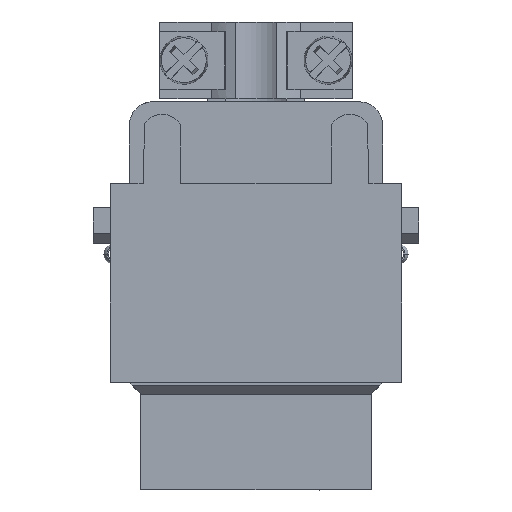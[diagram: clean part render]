
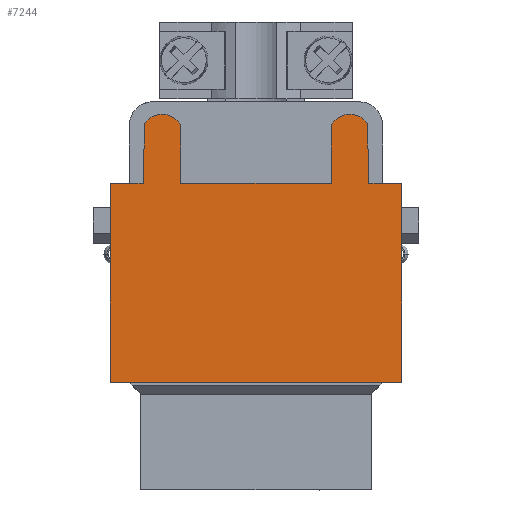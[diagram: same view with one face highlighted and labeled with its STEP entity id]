
A CAD part, left-side view. The second image highlights one B-rep face of the part: STEP entity #7244.
In plain terms, the highlighted planar face has unit normal (-1, 0, 0).
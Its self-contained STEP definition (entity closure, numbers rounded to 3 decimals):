
#7214=AXIS2_PLACEMENT_3D('Plane Axis2P3D',#7211,#7212,#7213) ;
#743=CARTESIAN_POINT('Vertex',(0.,5.338,38.11)) ;
#746=CARTESIAN_POINT('Line Origine',(0.,5.256,35.005)) ;
#750=CARTESIAN_POINT('Vertex',(0.,5.175,31.9)) ;
#776=CARTESIAN_POINT('Vertex',(0.,28.675,31.9)) ;
#779=CARTESIAN_POINT('Line Origine',(0.,28.594,35.005)) ;
#783=CARTESIAN_POINT('Vertex',(0.,28.512,38.11)) ;
#810=CARTESIAN_POINT('Line Origine',(0.,16.925,31.9)) ;
#814=CARTESIAN_POINT('Vertex',(0.,24.775,31.9)) ;
#816=CARTESIAN_POINT('Vertex',(0.,9.075,31.9)) ;
#6689=CARTESIAN_POINT('Vertex',(0.,24.775,38.009)) ;
#6692=CARTESIAN_POINT('Line Origine',(0.,24.775,34.955)) ;
#6710=CARTESIAN_POINT('Control Point',(0.,26.675,39.1)) ;
#6711=CARTESIAN_POINT('Control Point',(0.,27.219,39.1)) ;
#6712=CARTESIAN_POINT('Control Point',(0.,27.764,38.92)) ;
#6713=CARTESIAN_POINT('Control Point',(0.,28.213,38.564)) ;
#6714=CARTESIAN_POINT('Control Point',(0.,28.512,38.11)) ;
#6715=CARTESIAN_POINT('Vertex',(0.,26.675,39.1)) ;
#6719=CARTESIAN_POINT('Control Point',(0.,24.775,38.009)) ;
#6720=CARTESIAN_POINT('Control Point',(0.,25.064,38.504)) ;
#6721=CARTESIAN_POINT('Control Point',(0.,25.527,38.9)) ;
#6722=CARTESIAN_POINT('Control Point',(0.,26.102,39.1)) ;
#6723=CARTESIAN_POINT('Control Point',(0.,26.675,39.1)) ;
#6743=CARTESIAN_POINT('Vertex',(0.,9.075,38.009)) ;
#6747=CARTESIAN_POINT('Control Point',(0.,7.175,39.1)) ;
#6748=CARTESIAN_POINT('Control Point',(0.,7.748,39.1)) ;
#6749=CARTESIAN_POINT('Control Point',(0.,8.323,38.9)) ;
#6750=CARTESIAN_POINT('Control Point',(0.,8.786,38.504)) ;
#6751=CARTESIAN_POINT('Control Point',(0.,9.075,38.009)) ;
#6752=CARTESIAN_POINT('Vertex',(0.,7.175,39.1)) ;
#6756=CARTESIAN_POINT('Control Point',(0.,5.338,38.11)) ;
#6757=CARTESIAN_POINT('Control Point',(0.,5.637,38.564)) ;
#6758=CARTESIAN_POINT('Control Point',(0.,6.086,38.92)) ;
#6759=CARTESIAN_POINT('Control Point',(0.,6.631,39.1)) ;
#6760=CARTESIAN_POINT('Control Point',(0.,7.175,39.1)) ;
#6776=CARTESIAN_POINT('Line Origine',(0.,9.075,34.955)) ;
#6991=CARTESIAN_POINT('Vertex',(0.,32.075,31.9)) ;
#6998=CARTESIAN_POINT('Vertex',(0.,32.075,11.2)) ;
#7001=CARTESIAN_POINT('Line Origine',(0.,32.075,21.55)) ;
#7179=CARTESIAN_POINT('Line Origine',(0.,30.375,31.9)) ;
#7184=CARTESIAN_POINT('Line Origine',(0.,3.475,31.9)) ;
#7188=CARTESIAN_POINT('Vertex',(0.,1.775,31.9)) ;
#7211=CARTESIAN_POINT('Axis2P3D Location',(0.,31.925,12.9)) ;
#7216=CARTESIAN_POINT('Line Origine',(0.,16.925,11.2)) ;
#7220=CARTESIAN_POINT('Vertex',(0.,1.775,11.2)) ;
#7223=CARTESIAN_POINT('Line Origine',(0.,1.775,21.55)) ;
#747=DIRECTION('Vector Direction',(0.,-0.026,-1.)) ;
#780=DIRECTION('Vector Direction',(0.,-0.026,1.)) ;
#811=DIRECTION('Vector Direction',(0.,-1.,0.)) ;
#6693=DIRECTION('Vector Direction',(0.,0.,1.)) ;
#6777=DIRECTION('Vector Direction',(0.,0.,-1.)) ;
#7002=DIRECTION('Vector Direction',(0.,0.,-1.)) ;
#7180=DIRECTION('Vector Direction',(0.,1.,0.)) ;
#7185=DIRECTION('Vector Direction',(0.,1.,0.)) ;
#7212=DIRECTION('Axis2P3D Direction',(1.,0.,0.)) ;
#7213=DIRECTION('Axis2P3D XDirection',(0.,1.,0.)) ;
#7217=DIRECTION('Vector Direction',(0.,1.,0.)) ;
#7224=DIRECTION('Vector Direction',(0.,0.,-1.)) ;
#748=VECTOR('Line Direction',#747,1.) ;
#781=VECTOR('Line Direction',#780,1.) ;
#812=VECTOR('Line Direction',#811,1.) ;
#6694=VECTOR('Line Direction',#6693,1.) ;
#6778=VECTOR('Line Direction',#6777,1.) ;
#7003=VECTOR('Line Direction',#7002,1.) ;
#7181=VECTOR('Line Direction',#7180,1.) ;
#7186=VECTOR('Line Direction',#7185,1.) ;
#7218=VECTOR('Line Direction',#7217,1.) ;
#7225=VECTOR('Line Direction',#7224,1.) ;
#7229=ORIENTED_EDGE('',*,*,#818,.F.) ;
#7230=ORIENTED_EDGE('',*,*,#6696,.T.) ;
#7231=ORIENTED_EDGE('',*,*,#6724,.T.) ;
#7232=ORIENTED_EDGE('',*,*,#6717,.T.) ;
#7233=ORIENTED_EDGE('',*,*,#785,.F.) ;
#7234=ORIENTED_EDGE('',*,*,#7183,.T.) ;
#7235=ORIENTED_EDGE('',*,*,#7005,.T.) ;
#7236=ORIENTED_EDGE('',*,*,#7222,.F.) ;
#7237=ORIENTED_EDGE('',*,*,#7227,.F.) ;
#7238=ORIENTED_EDGE('',*,*,#7190,.T.) ;
#7239=ORIENTED_EDGE('',*,*,#752,.F.) ;
#7240=ORIENTED_EDGE('',*,*,#6761,.T.) ;
#7241=ORIENTED_EDGE('',*,*,#6754,.T.) ;
#7242=ORIENTED_EDGE('',*,*,#6780,.T.) ;
#7244=ADVANCED_FACE('Hauptk\X2\00F6\X0\rper',(#7243),#7215,.F.) ;
#6709=B_SPLINE_CURVE_WITH_KNOTS('',4,(#6710,#6711,#6712,#6713,#6714),.UNSPECIFIED.,.F.,.U.,(5,5),(-1.087,1.087),.UNSPECIFIED.) ;
#6718=B_SPLINE_CURVE_WITH_KNOTS('',4,(#6719,#6720,#6721,#6722,#6723),.UNSPECIFIED.,.F.,.U.,(5,5),(-1.147,1.147),.UNSPECIFIED.) ;
#6746=B_SPLINE_CURVE_WITH_KNOTS('',4,(#6747,#6748,#6749,#6750,#6751),.UNSPECIFIED.,.F.,.U.,(5,5),(-1.147,1.147),.UNSPECIFIED.) ;
#6755=B_SPLINE_CURVE_WITH_KNOTS('',4,(#6756,#6757,#6758,#6759,#6760),.UNSPECIFIED.,.F.,.U.,(5,5),(-1.087,1.087),.UNSPECIFIED.) ;
#752=EDGE_CURVE('',#744,#751,#749,.T.) ;
#785=EDGE_CURVE('',#777,#784,#782,.T.) ;
#818=EDGE_CURVE('',#815,#817,#813,.T.) ;
#6696=EDGE_CURVE('',#815,#6690,#6695,.T.) ;
#6717=EDGE_CURVE('',#6716,#784,#6709,.T.) ;
#6724=EDGE_CURVE('',#6690,#6716,#6718,.T.) ;
#6754=EDGE_CURVE('',#6753,#6744,#6746,.T.) ;
#6761=EDGE_CURVE('',#744,#6753,#6755,.T.) ;
#6780=EDGE_CURVE('',#6744,#817,#6779,.T.) ;
#7005=EDGE_CURVE('',#6992,#6999,#7004,.T.) ;
#7183=EDGE_CURVE('',#777,#6992,#7182,.T.) ;
#7190=EDGE_CURVE('',#7189,#751,#7187,.T.) ;
#7222=EDGE_CURVE('',#7221,#6999,#7219,.T.) ;
#7227=EDGE_CURVE('',#7189,#7221,#7226,.T.) ;
#7228=EDGE_LOOP('',(#7229,#7230,#7231,#7232,#7233,#7234,#7235,#7236,#7237,#7238,#7239,#7240,#7241,#7242)) ;
#7243=FACE_OUTER_BOUND('',#7228,.T.) ;
#749=LINE('Line',#746,#748) ;
#782=LINE('Line',#779,#781) ;
#813=LINE('Line',#810,#812) ;
#6695=LINE('Line',#6692,#6694) ;
#6779=LINE('Line',#6776,#6778) ;
#7004=LINE('Line',#7001,#7003) ;
#7182=LINE('Line',#7179,#7181) ;
#7187=LINE('Line',#7184,#7186) ;
#7219=LINE('Line',#7216,#7218) ;
#7226=LINE('Line',#7223,#7225) ;
#7215=PLANE('',#7214) ;
#744=VERTEX_POINT('',#743) ;
#751=VERTEX_POINT('',#750) ;
#777=VERTEX_POINT('',#776) ;
#784=VERTEX_POINT('',#783) ;
#815=VERTEX_POINT('',#814) ;
#817=VERTEX_POINT('',#816) ;
#6690=VERTEX_POINT('',#6689) ;
#6716=VERTEX_POINT('',#6715) ;
#6744=VERTEX_POINT('',#6743) ;
#6753=VERTEX_POINT('',#6752) ;
#6992=VERTEX_POINT('',#6991) ;
#6999=VERTEX_POINT('',#6998) ;
#7189=VERTEX_POINT('',#7188) ;
#7221=VERTEX_POINT('',#7220) ;
